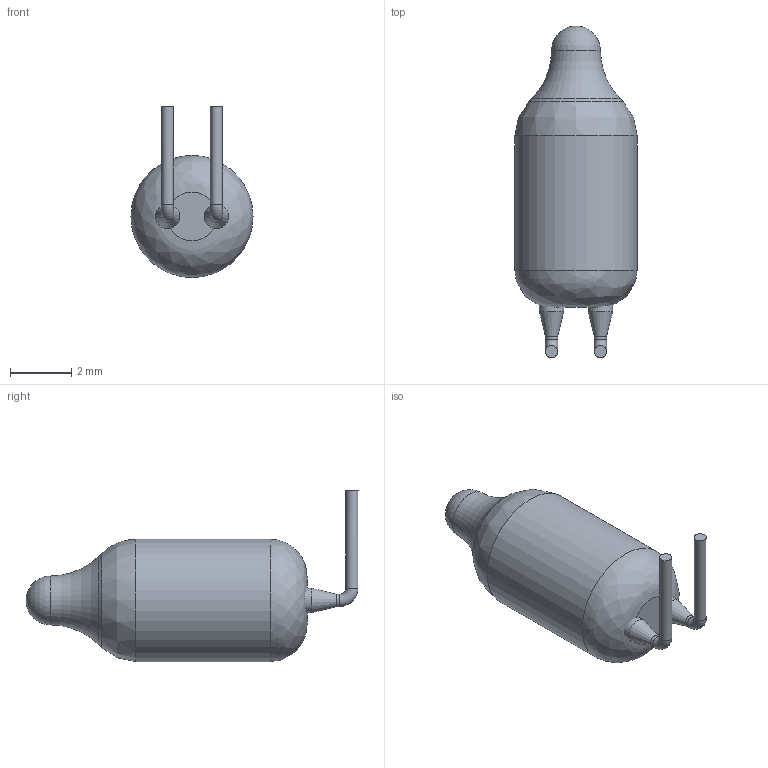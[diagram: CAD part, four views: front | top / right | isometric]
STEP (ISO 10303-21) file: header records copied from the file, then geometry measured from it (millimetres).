
FILE_DESCRIPTION(/* description */ (''),/* implementation_level */ '2;1');
FILE_NAME(/* name */ 'NE-2 - 4x10 on with legs.step',/* time_stamp */ '2024-02-10T23:12:56+02:00',/* author */ (''),/* organization */ (''),/* preprocessor_version */ 'ST-DEVELOPER v20',/* originating_system */ 'Autodesk Translation Framework v12.20.1.177',/* authorisation */ '');
FILE_SCHEMA (('AUTOMOTIVE_DESIGN { 1 0 10303 214 3 1 1 }'));
Length unit declared in the file: millimetre
Products named in the file (1): NE-2 - 4x10 for altium
Bounding box: 4 x 10.87 x 5.6 mm (x, y, z)
Volume: 64.9 mm3; surface area: 262.6 mm2
Topology: 4 solids, 5 shells, 40 faces, 77 edges, 47 vertices
Faces by surface type: plane 11, bspline 9, cylinder 8, torus 6, cone 4, sphere 2
Full cylindrical faces by diameter (mm): 0.4 x2, 0.401 x2, 0.8 x2, 3.2 x1, 4 x1
Entity records: 1391 total; most frequent: CARTESIAN_POINT 563, DIRECTION 173, ORIENTED_EDGE 150, AXIS2_PLACEMENT_3D 80, EDGE_CURVE 75, VERTEX_POINT 47, CIRCLE 43, EDGE_LOOP 42
